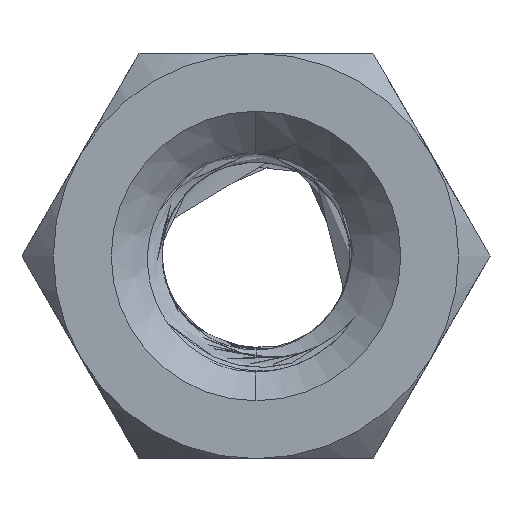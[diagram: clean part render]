
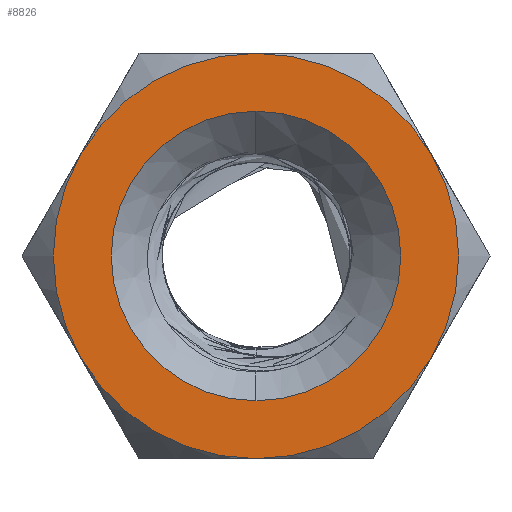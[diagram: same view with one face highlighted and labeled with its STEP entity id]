
A CAD part, front view. The second image highlights one B-rep face of the part: STEP entity #8826.
In plain terms, the highlighted planar face has unit normal (0, -1, 0).
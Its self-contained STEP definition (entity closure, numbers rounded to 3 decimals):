
#56 = CARTESIAN_POINT ( 'NONE',  ( -1.01, 0., -5.25 ) ) ;
#233 = AXIS2_PLACEMENT_3D ( 'NONE', #8104, #4459, #663 ) ;
#389 = CIRCLE ( 'NONE', #1009, 2.5 ) ;
#663 = DIRECTION ( 'NONE',  ( 0., 0., 1. ) ) ;
#670 = VERTEX_POINT ( 'NONE', #7834 ) ;
#835 = FACE_OUTER_BOUND ( 'NONE', #1868, .T. ) ;
#848 = CIRCLE ( 'NONE', #6204, 3.5 ) ;
#912 = CARTESIAN_POINT ( 'NONE',  ( 2.021, 0., -3.5 ) ) ;
#1009 = AXIS2_PLACEMENT_3D ( 'NONE', #8101, #6778, #3718 ) ;
#1326 = VERTEX_POINT ( 'NONE', #7074 ) ;
#1333 = CARTESIAN_POINT ( 'NONE',  ( 5.052, 0., -5.25 ) ) ;
#1450 = DIRECTION ( 'NONE',  ( 0., 1., 0. ) ) ;
#1791 = DIRECTION ( 'NONE',  ( 0., 1., 0. ) ) ;
#1863 = AXIS2_PLACEMENT_3D ( 'NONE', #912, #6984, #7714 ) ;
#1868 = EDGE_LOOP ( 'NONE', ( #9586, #8868, #2804, #6985, #9502, #8523 ) ) ;
#2032 = DIRECTION ( 'NONE',  ( 0., 1., 0. ) ) ;
#2064 = VERTEX_POINT ( 'NONE', #6624 ) ;
#2409 = DIRECTION ( 'NONE',  ( 0., 1., 0. ) ) ;
#2423 = CIRCLE ( 'NONE', #233, 3.5 ) ;
#2462 = VERTEX_POINT ( 'NONE', #5233 ) ;
#2651 = CIRCLE ( 'NONE', #1863, 2.5 ) ;
#2804 = ORIENTED_EDGE ( 'NONE', *, *, #9180, .F. ) ;
#3060 = DIRECTION ( 'NONE',  ( 0., 0., 1. ) ) ;
#3518 = DIRECTION ( 'NONE',  ( 0., 0., 1. ) ) ;
#3534 = AXIS2_PLACEMENT_3D ( 'NONE', #6615, #2032, #7447 ) ;
#3588 = EDGE_CURVE ( 'NONE', #2462, #7620, #6897, .T. ) ;
#3718 = DIRECTION ( 'NONE',  ( 0., 0., 1. ) ) ;
#3892 = EDGE_CURVE ( 'NONE', #2064, #1326, #2651, .T. ) ;
#4168 = AXIS2_PLACEMENT_3D ( 'NONE', #5280, #6810, #3060 ) ;
#4197 = EDGE_CURVE ( 'NONE', #4779, #4681, #8158, .T. ) ;
#4459 = DIRECTION ( 'NONE',  ( 0., 1., 0. ) ) ;
#4636 = CARTESIAN_POINT ( 'NONE',  ( 2.021, 0., -7. ) ) ;
#4681 = VERTEX_POINT ( 'NONE', #4636 ) ;
#4779 = VERTEX_POINT ( 'NONE', #1333 ) ;
#5233 = CARTESIAN_POINT ( 'NONE',  ( 2.021, 0., 0. ) ) ;
#5280 = CARTESIAN_POINT ( 'NONE',  ( 2.021, 0., -3.5 ) ) ;
#5418 = AXIS2_PLACEMENT_3D ( 'NONE', #9157, #2409, #8420 ) ;
#5742 = CARTESIAN_POINT ( 'NONE',  ( 2.021, 0., -3.5 ) ) ;
#5818 = EDGE_CURVE ( 'NONE', #670, #2462, #848, .T. ) ;
#6019 = CARTESIAN_POINT ( 'NONE',  ( 5.052, 0., -1.75 ) ) ;
#6037 = DIRECTION ( 'NONE',  ( 0., 0., 1. ) ) ;
#6161 = PLANE ( 'NONE',  #5418 ) ;
#6204 = AXIS2_PLACEMENT_3D ( 'NONE', #9677, #1450, #6037 ) ;
#6282 = CARTESIAN_POINT ( 'NONE',  ( 2.021, 0., -3.5 ) ) ;
#6372 = CIRCLE ( 'NONE', #3534, 3.5 ) ;
#6434 = DIRECTION ( 'NONE',  ( 0., 1., 0. ) ) ;
#6590 = AXIS2_PLACEMENT_3D ( 'NONE', #6282, #1791, #9128 ) ;
#6615 = CARTESIAN_POINT ( 'NONE',  ( 2.021, 0., -3.5 ) ) ;
#6624 = CARTESIAN_POINT ( 'NONE',  ( 2.021, 0., -6. ) ) ;
#6778 = DIRECTION ( 'NONE',  ( 0., 1., 0. ) ) ;
#6810 = DIRECTION ( 'NONE',  ( 0., 1., 0. ) ) ;
#6897 = CIRCLE ( 'NONE', #7371, 3.5 ) ;
#6984 = DIRECTION ( 'NONE',  ( 0., 1., 0. ) ) ;
#6985 = ORIENTED_EDGE ( 'NONE', *, *, #7315, .F. ) ;
#7074 = CARTESIAN_POINT ( 'NONE',  ( 2.021, 0., -1. ) ) ;
#7315 = EDGE_CURVE ( 'NONE', #4681, #7715, #6372, .T. ) ;
#7371 = AXIS2_PLACEMENT_3D ( 'NONE', #5742, #6434, #3518 ) ;
#7447 = DIRECTION ( 'NONE',  ( 0., 0., 1. ) ) ;
#7620 = VERTEX_POINT ( 'NONE', #6019 ) ;
#7714 = DIRECTION ( 'NONE',  ( 0., 0., 1. ) ) ;
#7715 = VERTEX_POINT ( 'NONE', #56 ) ;
#7834 = CARTESIAN_POINT ( 'NONE',  ( -1.01, 0., -1.75 ) ) ;
#8075 = EDGE_LOOP ( 'NONE', ( #8968, #8729 ) ) ;
#8101 = CARTESIAN_POINT ( 'NONE',  ( 2.021, 0., -3.5 ) ) ;
#8104 = CARTESIAN_POINT ( 'NONE',  ( 2.021, 0., -3.5 ) ) ;
#8158 = CIRCLE ( 'NONE', #6590, 3.5 ) ;
#8401 = CIRCLE ( 'NONE', #4168, 3.5 ) ;
#8420 = DIRECTION ( 'NONE',  ( 0., 0., 1. ) ) ;
#8508 = EDGE_CURVE ( 'NONE', #1326, #2064, #389, .T. ) ;
#8523 = ORIENTED_EDGE ( 'NONE', *, *, #8774, .F. ) ;
#8729 = ORIENTED_EDGE ( 'NONE', *, *, #8508, .T. ) ;
#8774 = EDGE_CURVE ( 'NONE', #7620, #4779, #8401, .T. ) ;
#8826 = ADVANCED_FACE ( 'NONE', ( #9067, #835 ), #6161, .F. ) ;
#8868 = ORIENTED_EDGE ( 'NONE', *, *, #5818, .F. ) ;
#8968 = ORIENTED_EDGE ( 'NONE', *, *, #3892, .T. ) ;
#9067 = FACE_BOUND ( 'NONE', #8075, .T. ) ;
#9128 = DIRECTION ( 'NONE',  ( 0., 0., 1. ) ) ;
#9157 = CARTESIAN_POINT ( 'NONE',  ( 0., 0., 0. ) ) ;
#9180 = EDGE_CURVE ( 'NONE', #7715, #670, #2423, .T. ) ;
#9502 = ORIENTED_EDGE ( 'NONE', *, *, #4197, .F. ) ;
#9586 = ORIENTED_EDGE ( 'NONE', *, *, #3588, .F. ) ;
#9677 = CARTESIAN_POINT ( 'NONE',  ( 2.021, 0., -3.5 ) ) ;
